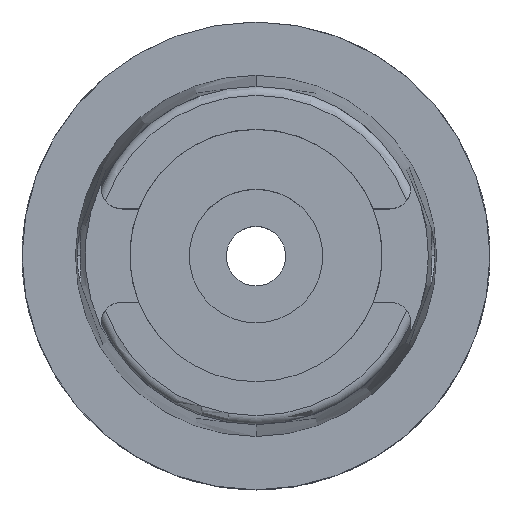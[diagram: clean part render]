
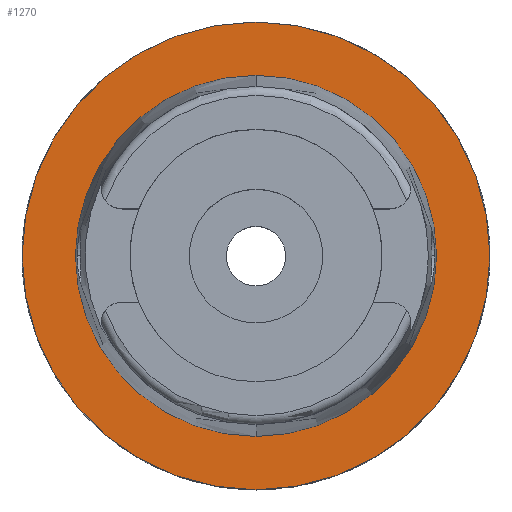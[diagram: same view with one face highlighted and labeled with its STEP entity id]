
A CAD part, top view. The second image highlights one B-rep face of the part: STEP entity #1270.
In plain terms, the highlighted planar face has unit normal (0, 0, 1).
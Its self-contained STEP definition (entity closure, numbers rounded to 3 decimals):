
#33 = AXIS2_PLACEMENT_3D ( 'NONE', #4133, #1643, #1616 ) ;
#75 = VERTEX_POINT ( 'NONE', #925 ) ;
#276 = EDGE_CURVE ( 'NONE', #2488, #4883, #1035, .T. ) ;
#436 = DIRECTION ( 'NONE',  ( 0., 1., 0. ) ) ;
#499 = CIRCLE ( 'NONE', #2821, 31.5 ) ;
#646 = VERTEX_POINT ( 'NONE', #2199 ) ;
#719 = CARTESIAN_POINT ( 'NONE',  ( 0., -24.315, 0. ) ) ;
#885 = DIRECTION ( 'NONE',  ( 0., 0., 1. ) ) ;
#925 = CARTESIAN_POINT ( 'NONE',  ( 0., 31.5, 0. ) ) ;
#1035 = CIRCLE ( 'NONE', #4176, 24.315 ) ;
#1139 = AXIS2_PLACEMENT_3D ( 'NONE', #2075, #3732, #5024 ) ;
#1209 = AXIS2_PLACEMENT_3D ( 'NONE', #3405, #4173, #5042 ) ;
#1270 = ADVANCED_FACE ( 'NONE', ( #2435, #2013 ), #2912, .F. ) ;
#1616 = DIRECTION ( 'NONE',  ( 0., -1., 0. ) ) ;
#1643 = DIRECTION ( 'NONE',  ( 0., 0., 1. ) ) ;
#1875 = EDGE_LOOP ( 'NONE', ( #4930, #2035 ) ) ;
#2013 = FACE_BOUND ( 'NONE', #1875, .T. ) ;
#2035 = ORIENTED_EDGE ( 'NONE', *, *, #4897, .F. ) ;
#2071 = DIRECTION ( 'NONE',  ( 0., 0., -1. ) ) ;
#2075 = CARTESIAN_POINT ( 'NONE',  ( 0., 0., 0. ) ) ;
#2178 = CARTESIAN_POINT ( 'NONE',  ( 0., 0., 0. ) ) ;
#2199 = CARTESIAN_POINT ( 'NONE',  ( 0., -31.5, 0. ) ) ;
#2435 = FACE_OUTER_BOUND ( 'NONE', #2753, .T. ) ;
#2463 = CIRCLE ( 'NONE', #33, 24.315 ) ;
#2488 = VERTEX_POINT ( 'NONE', #5317 ) ;
#2680 = ORIENTED_EDGE ( 'NONE', *, *, #4157, .F. ) ;
#2753 = EDGE_LOOP ( 'NONE', ( #4163, #2680 ) ) ;
#2821 = AXIS2_PLACEMENT_3D ( 'NONE', #4177, #2071, #4208 ) ;
#2912 = PLANE ( 'NONE',  #1139 ) ;
#3405 = CARTESIAN_POINT ( 'NONE',  ( 0., 0., 0. ) ) ;
#3732 = DIRECTION ( 'NONE',  ( 0., 0., -1. ) ) ;
#4133 = CARTESIAN_POINT ( 'NONE',  ( 0., 0., 0. ) ) ;
#4157 = EDGE_CURVE ( 'NONE', #646, #75, #4169, .T. ) ;
#4163 = ORIENTED_EDGE ( 'NONE', *, *, #5475, .F. ) ;
#4169 = CIRCLE ( 'NONE', #1209, 31.5 ) ;
#4173 = DIRECTION ( 'NONE',  ( 0., 0., -1. ) ) ;
#4176 = AXIS2_PLACEMENT_3D ( 'NONE', #2178, #885, #436 ) ;
#4177 = CARTESIAN_POINT ( 'NONE',  ( 0., 0., 0. ) ) ;
#4208 = DIRECTION ( 'NONE',  ( 0., 1., 0. ) ) ;
#4883 = VERTEX_POINT ( 'NONE', #719 ) ;
#4897 = EDGE_CURVE ( 'NONE', #4883, #2488, #2463, .T. ) ;
#4930 = ORIENTED_EDGE ( 'NONE', *, *, #276, .F. ) ;
#5024 = DIRECTION ( 'NONE',  ( 0., -1., 0. ) ) ;
#5042 = DIRECTION ( 'NONE',  ( 0., -1., 0. ) ) ;
#5317 = CARTESIAN_POINT ( 'NONE',  ( 0., 24.315, 0. ) ) ;
#5475 = EDGE_CURVE ( 'NONE', #75, #646, #499, .T. ) ;
